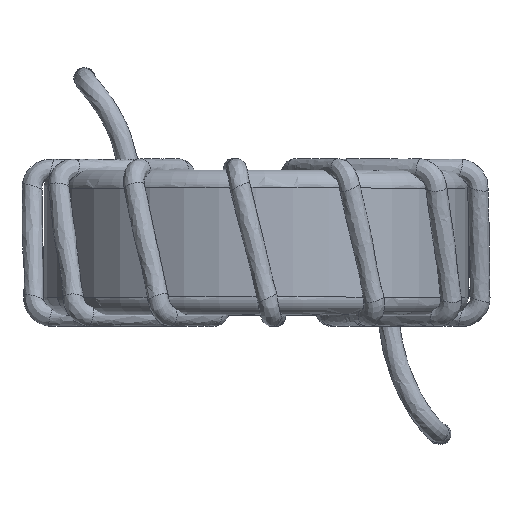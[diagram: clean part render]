
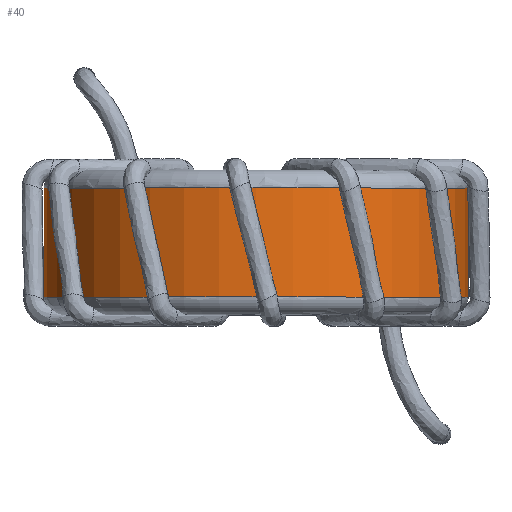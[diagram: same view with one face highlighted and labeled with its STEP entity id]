
A CAD part, top view. The second image highlights one B-rep face of the part: STEP entity #40.
In plain terms, the highlighted cylindrical face has radius 4.765 mm (diameter 9.53 mm), a full revolution.
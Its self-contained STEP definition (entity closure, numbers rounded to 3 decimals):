
#40 = ADVANCED_FACE('',(#41),#67,.T.);
#41 = FACE_BOUND('',#42,.T.);
#42 = EDGE_LOOP('',(#43,#52,#59,#66));
#43 = ORIENTED_EDGE('',*,*,#44,.T.);
#44 = EDGE_CURVE('',#45,#45,#47,.T.);
#45 = VERTEX_POINT('',#46);
#46 = CARTESIAN_POINT('',(-0.141,0.683,-1.512
    ));
#47 = CIRCLE('',#48,4.765);
#48 = AXIS2_PLACEMENT_3D('',#49,#50,#51);
#49 = CARTESIAN_POINT('',(-0.141,5.448,-1.512
    ));
#50 = DIRECTION('',(0.,0.,1.));
#51 = DIRECTION('',(0.,-1.,0.));
#52 = ORIENTED_EDGE('',*,*,#53,.T.);
#53 = EDGE_CURVE('',#45,#54,#56,.T.);
#54 = VERTEX_POINT('',#55);
#55 = CARTESIAN_POINT('',(-0.141,0.683,0.938)
  );
#56 = B_SPLINE_CURVE_WITH_KNOTS('',1,(#57,#58),.UNSPECIFIED.,.F.,.F.,(2,
    2),(0.4,2.85),.PIECEWISE_BEZIER_KNOTS.);
#57 = CARTESIAN_POINT('',(-0.141,0.683,-1.512
    ));
#58 = CARTESIAN_POINT('',(-0.141,0.683,0.938)
  );
#59 = ORIENTED_EDGE('',*,*,#60,.T.);
#60 = EDGE_CURVE('',#54,#54,#61,.T.);
#61 = CIRCLE('',#62,4.765);
#62 = AXIS2_PLACEMENT_3D('',#63,#64,#65);
#63 = CARTESIAN_POINT('',(-0.141,5.448,0.938)
  );
#64 = DIRECTION('',(-0.,-0.,-1.));
#65 = DIRECTION('',(0.,-1.,0.));
#66 = ORIENTED_EDGE('',*,*,#53,.F.);
#67 = CYLINDRICAL_SURFACE('',#68,4.765);
#68 = AXIS2_PLACEMENT_3D('',#69,#70,#71);
#69 = CARTESIAN_POINT('',(-0.141,5.448,-1.912
    ));
#70 = DIRECTION('',(0.,0.,1.));
#71 = DIRECTION('',(0.,-1.,0.));
